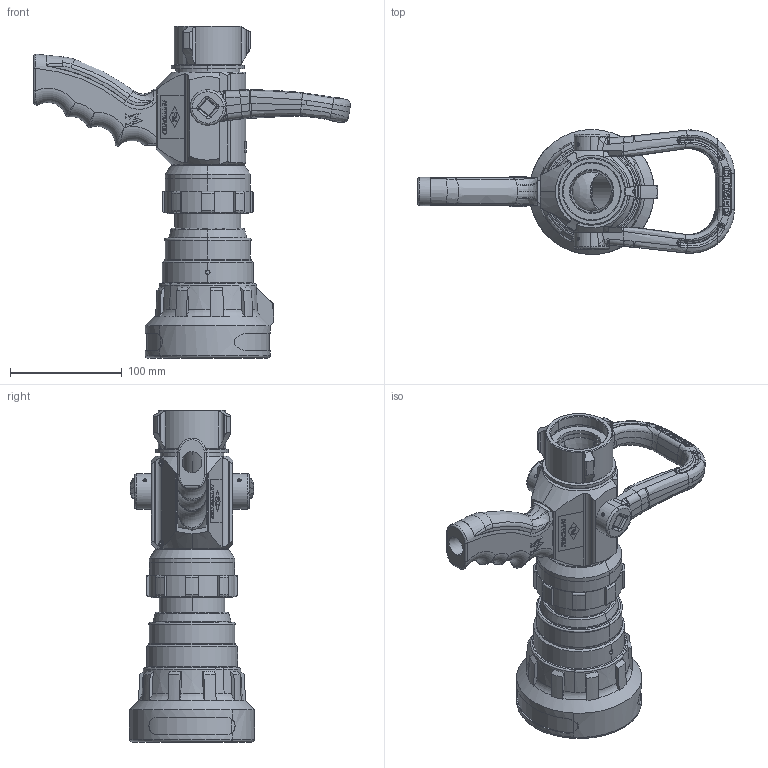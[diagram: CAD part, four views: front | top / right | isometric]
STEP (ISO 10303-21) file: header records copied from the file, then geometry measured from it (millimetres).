
FILE_DESCRIPTION((''),'2;1');
FILE_NAME('1723_09','2013-01-21T',('jhabe'),(''),'PRO/ENGINEER BY PARAMETRIC TECHNOLOGY CORPORATION, 2011310','PRO/ENGINEER BY PARAMETRIC TECHNOLOGY CORPORATION, 2011310','');
FILE_SCHEMA(('CONFIG_CONTROL_DESIGN'));
Length unit declared in the file: inch
Products named in the file (1): 1723_09
Bounding box: 283.35 x 111.92 x 296.95 mm (x, y, z)
Surface area: 256295.5 mm2 (no closed solid volume)
Topology: 0 solids, 91 shells, 1427 faces, 5468 edges, 4080 vertices
Faces by surface type: plane 479, cylinder 366, bspline 263, cone 160, torus 101, extrusion 49, sphere 9
Entity records: 77981 total; most frequent: CARTESIAN_POINT 37744, ORIENTED_EDGE 8823, DIRECTION 6254, EDGE_CURVE 5452, VERTEX_POINT 4080, B_SPLINE_CURVE_WITH_KNOTS 2573, AXIS2_PLACEMENT_3D 2162, VECTOR 1930
